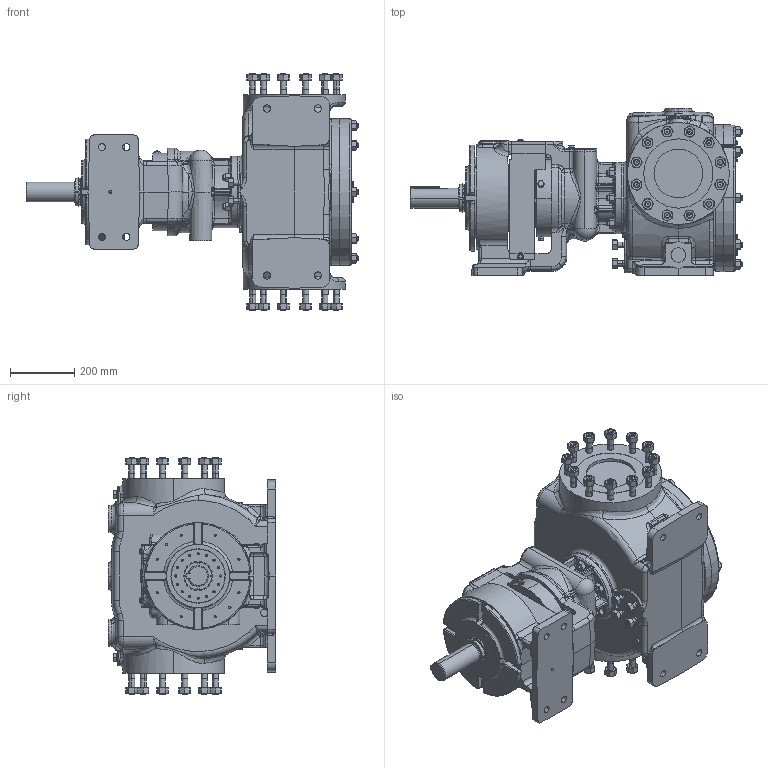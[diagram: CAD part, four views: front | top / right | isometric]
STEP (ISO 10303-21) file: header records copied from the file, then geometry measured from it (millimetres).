
FILE_DESCRIPTION (( 'STEP AP214' ), '1' );
FILE_NAME ('N4323AX.STEP', '2017-01-19T17:45:16', ( '' ), ( '' ), 'SwSTEP 2.0', 'SolidWorks 2016', '' );
FILE_SCHEMA (( 'AUTOMOTIVE_DESIGN' ));
Length unit declared in the file: inch
Products named in the file (2): N4323AX
Bounding box: 1035.05 x 520.7 x 736.6 mm (x, y, z)
Volume: 114430967.8 mm3; surface area: 2817311.6 mm2
Topology: 1 solids, 5 shells, 4784 faces, 11640 edges, 7164 vertices
Faces by surface type: plane 1989, cone 960, bspline 904, cylinder 818, torus 89, sphere 24
Entity records: 260939 total; most frequent: CARTESIAN_POINT 95867, ORIENTED_EDGE 23046, DIRECTION 18522, EDGE_CURVE 11523, VERTEX_POINT 7164, AXIS2_PLACEMENT_3D 6734, EDGE_LOOP 5259, VECTOR 5054
